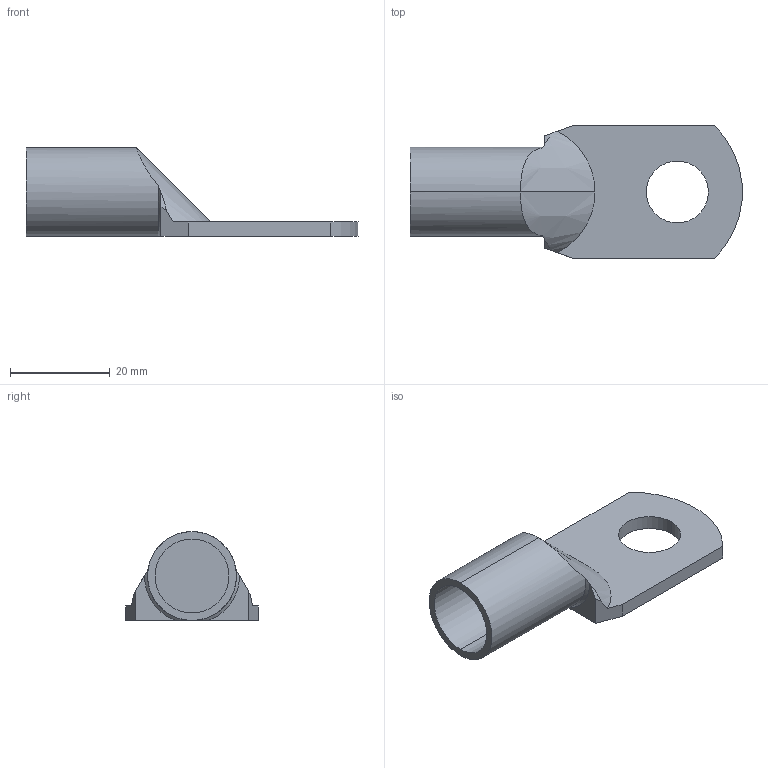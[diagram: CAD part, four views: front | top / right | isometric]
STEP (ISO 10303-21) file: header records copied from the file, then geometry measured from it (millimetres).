
FILE_DESCRIPTION (( 'STEP AP203' ), '1' );
FILE_NAME ('dt-95-12-13 侲膰翴籦鴀 DT-95-12-13 (盉).STEP', '2017-04-10T07:50:53', ( 'kuryshev' ), ( '' ), 'SwSTEP 2.0', 'SolidWorks 2010', '' );
FILE_SCHEMA (( 'CONFIG_CONTROL_DESIGN' ));
Length unit declared in the file: millimetre
Products named in the file (1): dt-95-12-13 侲膰翴籦鴀 DT-95-12-13 (盉)
Bounding box: 66.43 x 26.5 x 17.8 mm (x, y, z)
Volume: 6273 mm3; surface area: 5059.5 mm2
Topology: 1 solids, 1 shells, 23 faces, 57 edges, 37 vertices
Faces by surface type: plane 12, cylinder 7, bspline 2, cone 2
Entity records: 844 total; most frequent: CARTESIAN_POINT 228, ORIENTED_EDGE 114, DIRECTION 107, EDGE_CURVE 57, AXIS2_PLACEMENT_3D 40, VERTEX_POINT 37, LINE 27, VECTOR 27
